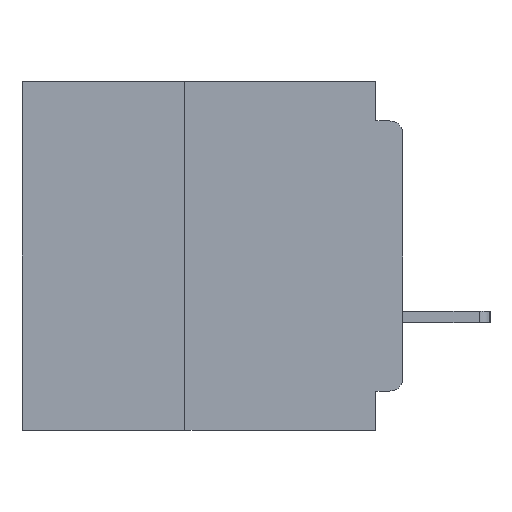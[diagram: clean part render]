
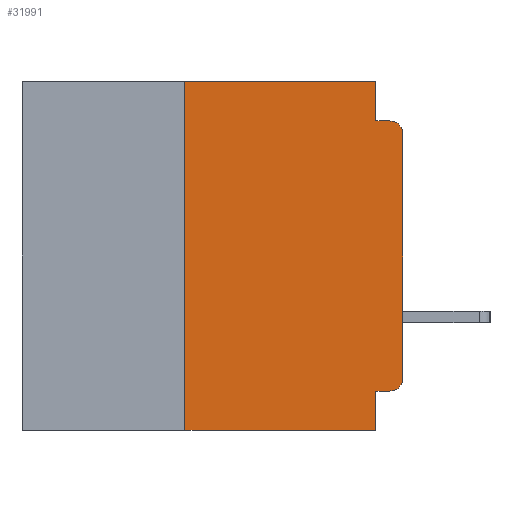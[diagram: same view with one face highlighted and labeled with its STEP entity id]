
A CAD part, left-side view. The second image highlights one B-rep face of the part: STEP entity #31991.
In plain terms, the highlighted planar face has unit normal (-1, 0, 0).
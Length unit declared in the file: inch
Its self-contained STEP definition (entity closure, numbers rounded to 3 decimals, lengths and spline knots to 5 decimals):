
#699 = CARTESIAN_POINT ( 'NONE',  ( 0., 0.015, -0.355 ) ) ;
#2397 = CARTESIAN_POINT ( 'NONE',  ( 0., 0.031, -0.4 ) ) ;
#2676 = VECTOR ( 'NONE', #31941, 39.37008 ) ;
#2682 = EDGE_CURVE ( 'NONE', #10869, #38788, #12412, .T. ) ;
#2767 = VECTOR ( 'NONE', #16839, 39.37008 ) ;
#3163 = ORIENTED_EDGE ( 'NONE', *, *, #14833, .F. ) ;
#3541 = EDGE_CURVE ( 'NONE', #38788, #7463, #6691, .T. ) ;
#4095 = CARTESIAN_POINT ( 'NONE',  ( 0., 0.031, -0.355 ) ) ;
#4249 = CARTESIAN_POINT ( 'NONE',  ( 0., 0.25, -0.4 ) ) ;
#4504 = EDGE_CURVE ( 'NONE', #43524, #19389, #20423, .T. ) ;
#4529 = ORIENTED_EDGE ( 'NONE', *, *, #2682, .T. ) ;
#5558 = VECTOR ( 'NONE', #11659, 39.37008 ) ;
#5761 = DIRECTION ( 'NONE',  ( 0., -1., 0. ) ) ;
#6691 = CIRCLE ( 'NONE', #15223, 0.015 ) ;
#6745 = EDGE_CURVE ( 'NONE', #14130, #19389, #20724, .T. ) ;
#7463 = VERTEX_POINT ( 'NONE', #25607 ) ;
#8641 = CARTESIAN_POINT ( 'NONE',  ( 0., 0.437, 0. ) ) ;
#9009 = EDGE_CURVE ( 'NONE', #14130, #29241, #15752, .T. ) ;
#9030 = CARTESIAN_POINT ( 'NONE',  ( 0., 0., -0.045 ) ) ;
#9246 = VECTOR ( 'NONE', #5761, 39.37008 ) ;
#9316 = DIRECTION ( 'NONE',  ( -1., 0., 0. ) ) ;
#10131 = CARTESIAN_POINT ( 'NONE',  ( 0., 0., 0. ) ) ;
#10248 = CARTESIAN_POINT ( 'NONE',  ( 0., 0.031, 0. ) ) ;
#10448 = DIRECTION ( 'NONE',  ( 0., 0., -1. ) ) ;
#10869 = VERTEX_POINT ( 'NONE', #26272 ) ;
#10882 = DIRECTION ( 'NONE',  ( 0., 0., -1. ) ) ;
#10983 = CARTESIAN_POINT ( 'NONE',  ( 0., 0.031, -0.4 ) ) ;
#11659 = DIRECTION ( 'NONE',  ( 0., 0., 1. ) ) ;
#11835 = DIRECTION ( 'NONE',  ( 0., 1., 0. ) ) ;
#12003 = PLANE ( 'NONE',  #33144 ) ;
#12005 = DIRECTION ( 'NONE',  ( 0., 0., 1. ) ) ;
#12281 = FACE_OUTER_BOUND ( 'NONE', #31824, .T. ) ;
#12412 = LINE ( 'NONE', #10131, #5558 ) ;
#14130 = VERTEX_POINT ( 'NONE', #4249 ) ;
#14833 = EDGE_CURVE ( 'NONE', #35873, #43524, #25765, .T. ) ;
#15223 = AXIS2_PLACEMENT_3D ( 'NONE', #36616, #36577, #36561 ) ;
#15747 = EDGE_CURVE ( 'NONE', #29241, #38764, #37599, .T. ) ;
#15752 = LINE ( 'NONE', #28942, #32608 ) ;
#16755 = VECTOR ( 'NONE', #11835, 39.37008 ) ;
#16839 = DIRECTION ( 'NONE',  ( 0., -1., 0. ) ) ;
#18288 = LINE ( 'NONE', #9030, #9246 ) ;
#18890 = DIRECTION ( 'NONE',  ( 0., 0., -1. ) ) ;
#19389 = VERTEX_POINT ( 'NONE', #2397 ) ;
#19847 = VECTOR ( 'NONE', #10882, 39.37008 ) ;
#20417 = EDGE_CURVE ( 'NONE', #38764, #30989, #28812, .T. ) ;
#20423 = LINE ( 'NONE', #10983, #28332 ) ;
#20724 = LINE ( 'NONE', #28627, #2676 ) ;
#21482 = CARTESIAN_POINT ( 'NONE',  ( 0., 0.25, 0. ) ) ;
#22551 = ORIENTED_EDGE ( 'NONE', *, *, #3541, .T. ) ;
#23775 = CARTESIAN_POINT ( 'NONE',  ( 0., 0., -0.06 ) ) ;
#24011 = CIRCLE ( 'NONE', #38890, 0.015 ) ;
#25361 = CARTESIAN_POINT ( 'NONE',  ( 0., 0., -0.355 ) ) ;
#25607 = CARTESIAN_POINT ( 'NONE',  ( 0., 0.015, -0.045 ) ) ;
#25765 = LINE ( 'NONE', #25361, #16755 ) ;
#26272 = CARTESIAN_POINT ( 'NONE',  ( 0., 0., -0.34 ) ) ;
#27519 = ORIENTED_EDGE ( 'NONE', *, *, #4504, .F. ) ;
#27808 = CARTESIAN_POINT ( 'NONE',  ( 0., 0.031, 0. ) ) ;
#28332 = VECTOR ( 'NONE', #10448, 39.37008 ) ;
#28627 = CARTESIAN_POINT ( 'NONE',  ( 0., 0.437, -0.4 ) ) ;
#28812 = LINE ( 'NONE', #27808, #19847 ) ;
#28942 = CARTESIAN_POINT ( 'NONE',  ( 0., 0.25, -0.4 ) ) ;
#29119 = ORIENTED_EDGE ( 'NONE', *, *, #9009, .F. ) ;
#29241 = VERTEX_POINT ( 'NONE', #21482 ) ;
#29459 = ORIENTED_EDGE ( 'NONE', *, *, #20417, .F. ) ;
#29591 = CARTESIAN_POINT ( 'NONE',  ( 0., 0.015, -0.34 ) ) ;
#30711 = EDGE_CURVE ( 'NONE', #30989, #7463, #18288, .T. ) ;
#30989 = VERTEX_POINT ( 'NONE', #33649 ) ;
#31824 = EDGE_LOOP ( 'NONE', ( #4529, #22551, #36177, #29459, #43519, #29119, #42051, #27519, #3163, #41069 ) ) ;
#31941 = DIRECTION ( 'NONE',  ( 0., -1., 0. ) ) ;
#31991 = ADVANCED_FACE ( 'NONE', ( #12281 ), #12003, .F. ) ;
#32608 = VECTOR ( 'NONE', #12005, 39.37008 ) ;
#32928 = DIRECTION ( 'NONE',  ( 0., 0., -1. ) ) ;
#33144 = AXIS2_PLACEMENT_3D ( 'NONE', #8641, #38996, #18890 ) ;
#33649 = CARTESIAN_POINT ( 'NONE',  ( 0., 0.031, -0.045 ) ) ;
#35873 = VERTEX_POINT ( 'NONE', #699 ) ;
#36177 = ORIENTED_EDGE ( 'NONE', *, *, #30711, .F. ) ;
#36561 = DIRECTION ( 'NONE',  ( 0., 0., -1. ) ) ;
#36577 = DIRECTION ( 'NONE',  ( -1., 0., 0. ) ) ;
#36616 = CARTESIAN_POINT ( 'NONE',  ( 0., 0.015, -0.06 ) ) ;
#36994 = CARTESIAN_POINT ( 'NONE',  ( 0., 0.437, 0. ) ) ;
#37599 = LINE ( 'NONE', #36994, #2767 ) ;
#38764 = VERTEX_POINT ( 'NONE', #10248 ) ;
#38788 = VERTEX_POINT ( 'NONE', #23775 ) ;
#38890 = AXIS2_PLACEMENT_3D ( 'NONE', #29591, #9316, #32928 ) ;
#38996 = DIRECTION ( 'NONE',  ( 1., 0., 0. ) ) ;
#41069 = ORIENTED_EDGE ( 'NONE', *, *, #42658, .T. ) ;
#42051 = ORIENTED_EDGE ( 'NONE', *, *, #6745, .T. ) ;
#42658 = EDGE_CURVE ( 'NONE', #35873, #10869, #24011, .T. ) ;
#43519 = ORIENTED_EDGE ( 'NONE', *, *, #15747, .F. ) ;
#43524 = VERTEX_POINT ( 'NONE', #4095 ) ;
